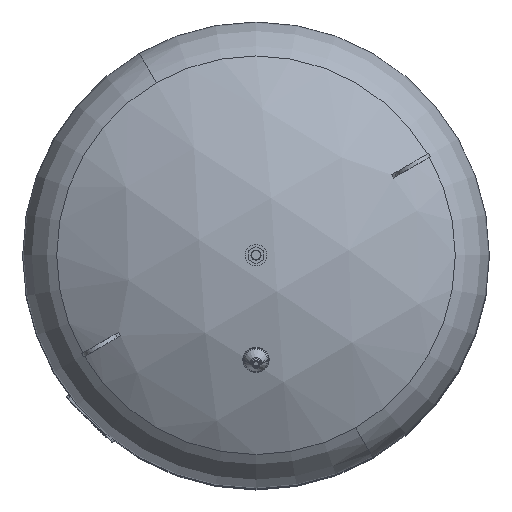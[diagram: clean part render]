
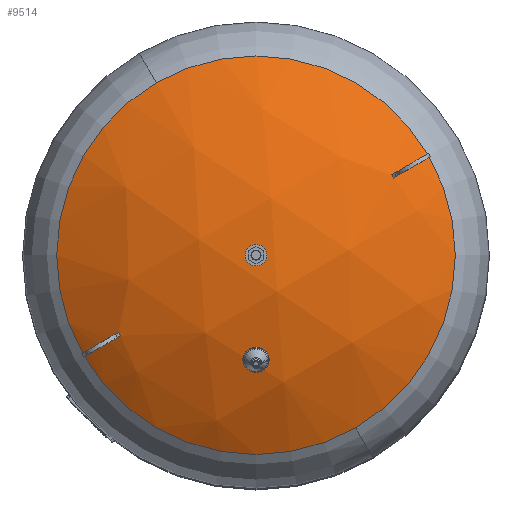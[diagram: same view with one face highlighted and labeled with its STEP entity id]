
A CAD part, top view. The second image highlights one B-rep face of the part: STEP entity #9514.
In plain terms, the highlighted spherical face has radius 594 mm.
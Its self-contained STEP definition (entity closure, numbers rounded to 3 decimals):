
#8883=CARTESIAN_POINT('',(157.966,-273.604,1739.014));
#8884=VERTEX_POINT('',#8883);
#8900=CARTESIAN_POINT('',(-157.966,273.604,1739.014));
#8901=VERTEX_POINT('',#8900);
#8909=CARTESIAN_POINT('',(273.604,157.966,1739.014));
#8910=VERTEX_POINT('',#8909);
#8911=CARTESIAN_POINT('',(0.,0.,1739.014));
#8912=DIRECTION('',(0.,0.,-1.0));
#8913=DIRECTION('',(0.866,0.5,0.));
#8914=AXIS2_PLACEMENT_3D('',#8911,#8912,#8913);
#8915=CIRCLE('',#8914,315.931);
#8916=EDGE_CURVE('',#8901,#8910,#8915,.T.);
#8918=CARTESIAN_POINT('',(0.,0.,1739.014));
#8919=DIRECTION('',(0.,0.,-1.0));
#8920=DIRECTION('',(0.866,0.5,0.));
#8921=AXIS2_PLACEMENT_3D('',#8918,#8919,#8920);
#8922=CIRCLE('',#8921,315.931);
#8923=EDGE_CURVE('',#8910,#8884,#8922,.T.);
#9059=CARTESIAN_POINT('',(215.033,127.613,1774.806));
#9060=VERTEX_POINT('',#9059);
#9061=CARTESIAN_POINT('',(264.377,156.102,1744.501));
#9062=VERTEX_POINT('',#9061);
#9063=CARTESIAN_POINT('',(-1.5,2.598,1236.0));
#9064=DIRECTION('',(-0.5,0.866,0.0));
#9065=DIRECTION('',(0.0,0.0,1.0));
#9066=AXIS2_PLACEMENT_3D('',#9063,#9064,#9065);
#9067=CIRCLE('',#9066,593.992);
#9068=EDGE_CURVE('',#9060,#9062,#9067,.T.);
#9111=CARTESIAN_POINT('',(218.033,122.417,1774.806));
#9112=VERTEX_POINT('',#9111);
#9113=CARTESIAN_POINT('',(81.042,46.79,1210.075));
#9114=DIRECTION('',(-0.835,-0.482,0.267));
#9115=DIRECTION('',(-0.231,-0.133,-0.964));
#9116=AXIS2_PLACEMENT_3D('',#9113,#9114,#9115);
#9117=CIRCLE('',#9116,586.009);
#9118=EDGE_CURVE('',#9112,#9060,#9117,.T.);
#9182=CARTESIAN_POINT('',(267.377,150.906,1744.501));
#9183=VERTEX_POINT('',#9182);
#9184=CARTESIAN_POINT('',(133.621,77.146,1193.255));
#9185=DIRECTION('',(0.835,0.482,-0.267));
#9186=DIRECTION('',(0.231,0.133,0.964));
#9187=AXIS2_PLACEMENT_3D('',#9184,#9185,#9186);
#9188=CIRCLE('',#9187,572.016);
#9189=EDGE_CURVE('',#9062,#9183,#9188,.T.);
#9253=CARTESIAN_POINT('',(1.5,-2.598,1236.0));
#9254=DIRECTION('',(0.5,-0.866,0.0));
#9255=DIRECTION('',(0.0,0.0,-1.0));
#9256=AXIS2_PLACEMENT_3D('',#9253,#9254,#9255);
#9257=CIRCLE('',#9256,593.992);
#9258=EDGE_CURVE('',#9183,#9112,#9257,.T.);
#9275=CARTESIAN_POINT('',(-215.033,-127.613,1774.806));
#9276=VERTEX_POINT('',#9275);
#9277=CARTESIAN_POINT('',(-264.377,-156.102,1744.501));
#9278=VERTEX_POINT('',#9277);
#9279=CARTESIAN_POINT('',(1.5,-2.598,1236.0));
#9280=DIRECTION('',(0.5,-0.866,0.0));
#9281=DIRECTION('',(0.0,0.0,-1.0));
#9282=AXIS2_PLACEMENT_3D('',#9279,#9280,#9281);
#9283=CIRCLE('',#9282,593.992);
#9284=EDGE_CURVE('',#9276,#9278,#9283,.T.);
#9327=CARTESIAN_POINT('',(-218.033,-122.417,1774.806));
#9328=VERTEX_POINT('',#9327);
#9329=CARTESIAN_POINT('',(-81.042,-46.79,1210.075));
#9330=DIRECTION('',(0.835,0.482,0.267));
#9331=DIRECTION('',(-0.231,-0.133,0.964));
#9332=AXIS2_PLACEMENT_3D('',#9329,#9330,#9331);
#9333=CIRCLE('',#9332,586.009);
#9334=EDGE_CURVE('',#9328,#9276,#9333,.T.);
#9398=CARTESIAN_POINT('',(-267.377,-150.906,1744.501));
#9399=VERTEX_POINT('',#9398);
#9400=CARTESIAN_POINT('',(-133.621,-77.146,1193.255));
#9401=DIRECTION('',(-0.835,-0.482,-0.267));
#9402=DIRECTION('',(0.231,0.133,-0.964));
#9403=AXIS2_PLACEMENT_3D('',#9400,#9401,#9402);
#9404=CIRCLE('',#9403,572.016);
#9405=EDGE_CURVE('',#9278,#9399,#9404,.T.);
#9469=CARTESIAN_POINT('',(-1.5,2.598,1236.0));
#9470=DIRECTION('',(-0.5,0.866,0.0));
#9471=DIRECTION('',(0.0,0.0,1.0));
#9472=AXIS2_PLACEMENT_3D('',#9469,#9470,#9471);
#9473=CIRCLE('',#9472,593.992);
#9474=EDGE_CURVE('',#9399,#9328,#9473,.T.);
#9486=CARTESIAN_POINT('',(0.,0.,1236.0));
#9487=DIRECTION('',(0.5,-0.866,0.));
#9488=DIRECTION('',(-0.866,-0.5,0.));
#9489=AXIS2_PLACEMENT_3D('',#9486,#9487,#9488);
#9490=SPHERICAL_SURFACE('',#9489,594.0);
#9491=ORIENTED_EDGE('',*,*,#9118,.T.);
#9492=ORIENTED_EDGE('',*,*,#9068,.T.);
#9493=ORIENTED_EDGE('',*,*,#9189,.T.);
#9494=ORIENTED_EDGE('',*,*,#9258,.T.);
#9495=EDGE_LOOP('',(#9491,#9492,#9493,#9494));
#9496=FACE_OUTER_BOUND('',#9495,.T.);
#9497=ORIENTED_EDGE('',*,*,#9334,.T.);
#9498=ORIENTED_EDGE('',*,*,#9284,.T.);
#9499=ORIENTED_EDGE('',*,*,#9405,.T.);
#9500=ORIENTED_EDGE('',*,*,#9474,.T.);
#9501=EDGE_LOOP('',(#9497,#9498,#9499,#9500));
#9502=FACE_BOUND('',#9501,.T.);
#9503=ORIENTED_EDGE('',*,*,#8923,.F.);
#9504=ORIENTED_EDGE('',*,*,#8916,.F.);
#9505=CARTESIAN_POINT('',(0.,0.,1739.014));
#9506=DIRECTION('',(0.,0.,-1.0));
#9507=DIRECTION('',(0.866,0.5,0.));
#9508=AXIS2_PLACEMENT_3D('',#9505,#9506,#9507);
#9509=CIRCLE('',#9508,315.931);
#9510=EDGE_CURVE('',#8884,#8901,#9509,.T.);
#9511=ORIENTED_EDGE('',*,*,#9510,.F.);
#9512=EDGE_LOOP('',(#9503,#9504,#9511));
#9513=FACE_BOUND('',#9512,.T.);
#9514=ADVANCED_FACE('',(#9496,#9502,#9513),#9490,.T.);
